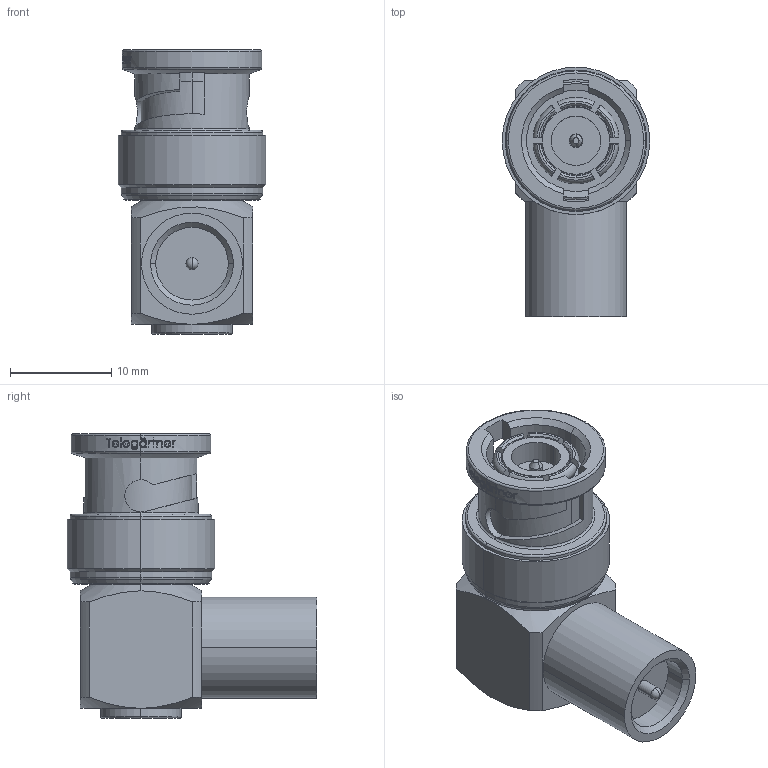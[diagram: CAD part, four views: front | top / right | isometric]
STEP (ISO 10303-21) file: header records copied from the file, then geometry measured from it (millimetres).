
FILE_DESCRIPTION (( 'STEP AP214' ), '1' );
FILE_NAME ('J01008A0059.STEP', '2018-11-16T08:47:53', ( '' ), ( '' ), 'SwSTEP 2.0', 'SolidWorks 2017', '' );
FILE_SCHEMA (( 'AUTOMOTIVE_DESIGN' ));
Length unit declared in the file: millimetre
Products named in the file (1): J01008A0059
Bounding box: 14.6 x 24.7 x 28.2 mm (x, y, z)
Volume: 4296.7 mm3; surface area: 2641.7 mm2
Topology: 1 solids, 3 shells, 322 faces, 823 edges, 535 vertices
Faces by surface type: plane 109, bspline 78, cylinder 77, cone 36, torus 20, sphere 2
Entity records: 16338 total; most frequent: CARTESIAN_POINT 5637, ORIENTED_EDGE 1642, DIRECTION 1269, EDGE_CURVE 821, VERTEX_POINT 535, AXIS2_PLACEMENT_3D 464, EDGE_LOOP 356, VECTOR 341
